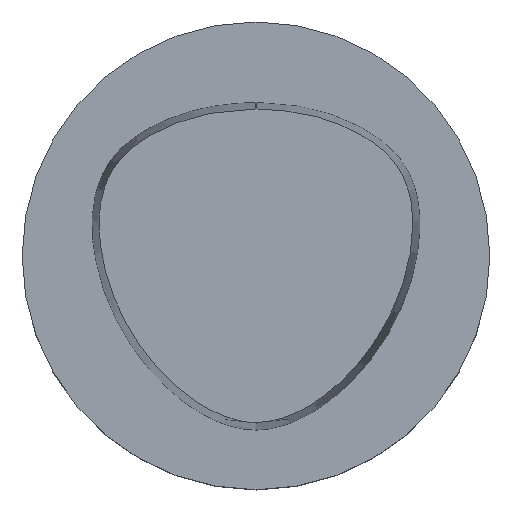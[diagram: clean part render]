
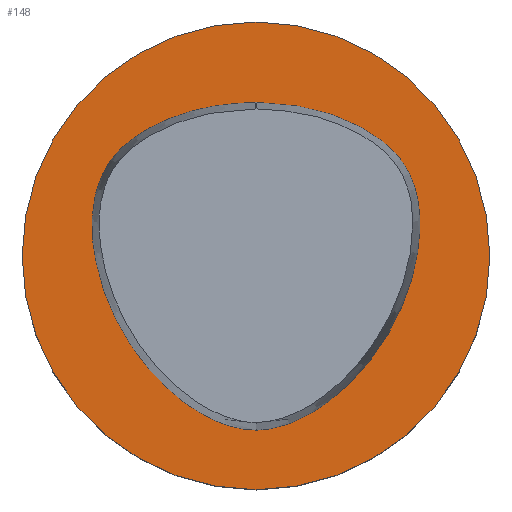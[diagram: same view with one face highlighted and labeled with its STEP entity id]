
A CAD part, top view. The second image highlights one B-rep face of the part: STEP entity #148.
In plain terms, the highlighted planar face has unit normal (0, 0, 1).
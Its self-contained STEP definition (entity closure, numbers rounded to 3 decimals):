
#108=EDGE_CURVE('Unnamed[1]',#243,#243,#244,.T.);
#121=EDGE_CURVE('Unnamed[1]',#193,#263,#264,.T.);
#148=ADVANCED_FACE('Unnamed[1]',(#303,#304),#305,.T.);
#150=EDGE_CURVE('Unnamed[1]',#263,#279,#307,.T.);
#165=EDGE_CURVE('Unnamed[1]',#279,#193,#327,.T.);
#193=VERTEX_POINT('',#351);
#243=VERTEX_POINT('',#485);
#244=CIRCLE('',#486,31.5);
#263=VERTEX_POINT('',#526);
#264=B_SPLINE_CURVE_WITH_KNOTS('',3,(#527,#528,#529,#530,#531,#532,#533,#534,#535,#536,#537,#538,#539,#540,#541,#542,#543,#544),.UNSPECIFIED.,.F.,.F.,(4,1,1,1,1,1,1,1,1,2,1,1,1,1,4),(-6.615,-6.202,-5.788,-5.375,-4.961,-4.134,-3.308,-2.894,-2.481,-2.067,-1.654,-1.24,-0.827,-0.413,0.0),.UNSPECIFIED.);
#279=VERTEX_POINT('',#563);
#303=FACE_BOUND('',#611,.T.);
#304=FACE_OUTER_BOUND('',#612,.T.);
#305=PLANE('',#613);
#307=CIRCLE('',#616,0.95);
#327=B_SPLINE_CURVE_WITH_KNOTS('',3,(#641,#642,#643,#644,#645,#646,#647,#648,#649,#650,#651,#652,#653,#654,#655,#656,#657),.UNSPECIFIED.,.F.,.F.,(4,1,1,1,1,1,1,1,1,1,1,1,1,1,4),(-13.23,-12.817,-12.403,-11.99,-11.576,-11.163,-10.956,-10.75,-10.336,-9.923,-9.096,-8.269,-7.442,-7.029,-6.615),.UNSPECIFIED.);
#351=CARTESIAN_POINT('',(0.044,-23.469,0.));
#485=CARTESIAN_POINT('',(0.,31.5,0.));
#486=AXIS2_PLACEMENT_3D('',#794,#795,#796);
#526=CARTESIAN_POINT('',(-0.045,20.677,0.));
#527=CARTESIAN_POINT('',(0.044,-23.469,0.));
#528=CARTESIAN_POINT('',(-1.471,-23.477,0.));
#529=CARTESIAN_POINT('',(-4.439,-22.821,0.));
#530=CARTESIAN_POINT('',(-8.35,-20.8,0.));
#531=CARTESIAN_POINT('',(-11.745,-18.156,0.));
#532=CARTESIAN_POINT('',(-15.699,-14.041,0.));
#533=CARTESIAN_POINT('',(-19.535,-8.006,0.));
#534=CARTESIAN_POINT('',(-21.721,-1.161,0.0));
#535=CARTESIAN_POINT('',(-22.249,4.55,0.0));
#536=CARTESIAN_POINT('',(-21.665,9.002,0.0));
#537=CARTESIAN_POINT('',(-20.395,11.778,0.0));
#538=CARTESIAN_POINT('',(-18.593,14.198,0.0));
#539=CARTESIAN_POINT('',(-16.323,16.178,0.0));
#540=CARTESIAN_POINT('',(-12.508,18.252,0.));
#541=CARTESIAN_POINT('',(-8.468,19.679,0.));
#542=CARTESIAN_POINT('',(-4.23,20.488,0.));
#543=CARTESIAN_POINT('',(-1.423,20.613,0.));
#544=CARTESIAN_POINT('',(-0.045,20.677,0.));
#563=CARTESIAN_POINT('',(0.045,20.677,0.));
#611=EDGE_LOOP('',(#848,#849,#850));
#612=EDGE_LOOP('',(#851));
#613=AXIS2_PLACEMENT_3D('',#852,#853,#854);
#616=AXIS2_PLACEMENT_3D('',#855,#856,#857);
#641=CARTESIAN_POINT('',(0.045,20.677,0.));
#642=CARTESIAN_POINT('',(1.424,20.61,0.));
#643=CARTESIAN_POINT('',(4.223,20.484,0.));
#644=CARTESIAN_POINT('',(8.472,19.689,0.));
#645=CARTESIAN_POINT('',(12.514,18.243,0.0));
#646=CARTESIAN_POINT('',(16.304,16.173,0.));
#647=CARTESIAN_POINT('',(19.145,13.704,0.));
#648=CARTESIAN_POINT('',(20.732,11.101,0.0));
#649=CARTESIAN_POINT('',(21.783,8.281,0.));
#650=CARTESIAN_POINT('',(22.226,4.609,0.0));
#651=CARTESIAN_POINT('',(21.744,-1.113,0.0));
#652=CARTESIAN_POINT('',(19.552,-7.954,0.0));
#653=CARTESIAN_POINT('',(14.957,-15.209,0.0));
#654=CARTESIAN_POINT('',(9.668,-20.083,0.));
#655=CARTESIAN_POINT('',(4.516,-22.795,0.));
#656=CARTESIAN_POINT('',(1.559,-23.461,0.));
#657=CARTESIAN_POINT('',(0.044,-23.469,0.));
#794=CARTESIAN_POINT('',(0.0,0.0,0.0));
#795=DIRECTION('',(0.,0.,-1.0));
#796=DIRECTION('',(0.,1.0,0.));
#848=ORIENTED_EDGE('',*,*,#165,.T.);
#849=ORIENTED_EDGE('',*,*,#121,.T.);
#850=ORIENTED_EDGE('',*,*,#150,.T.);
#851=ORIENTED_EDGE('',*,*,#108,.F.);
#852=CARTESIAN_POINT('',(0.,15.75,0.));
#853=DIRECTION('',(0.,0.,1.0));
#854=DIRECTION('',(0.,-1.0,0.));
#855=CARTESIAN_POINT('',(-0.001,19.728,0.));
#856=DIRECTION('',(0.,0.,-1.0));
#857=DIRECTION('',(-0.046,0.999,0.));
